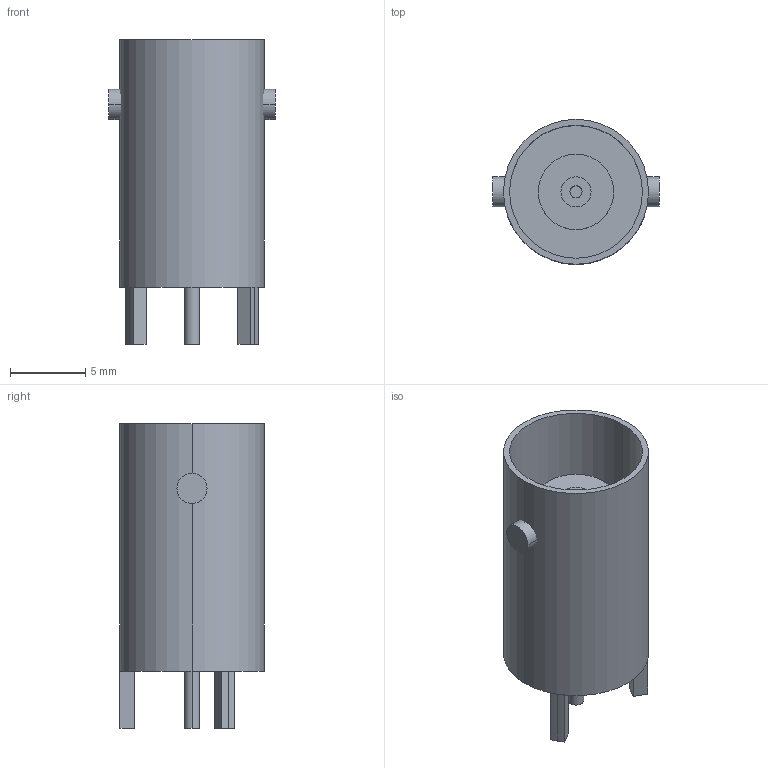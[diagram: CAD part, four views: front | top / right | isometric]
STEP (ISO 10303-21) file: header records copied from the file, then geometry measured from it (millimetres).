
FILE_DESCRIPTION((''),'2;1');
FILE_NAME('AMPHENOL_31-5329.stp','2009-06-03T11:19:32',(''),(''),'Mechanical Desktop 2006','Mechanical Desktop 2006',', , ');
FILE_SCHEMA(('AUTOMOTIVE_DESIGN { 1 2 10303 214 0 1 1 1 }'));
Length unit declared in the file: millimetre
Products named in the file (1): Product
Bounding box: 11 x 9.6 x 20.2 mm (x, y, z)
Volume: 792.7 mm3; surface area: 1141.4 mm2
Topology: 9 solids, 9 shells, 52 faces, 99 edges, 66 vertices
Faces by surface type: plane 26, cylinder 22, bspline 4
Entity records: 1416 total; most frequent: CARTESIAN_POINT 258, DIRECTION 245, ORIENTED_EDGE 198, EDGE_CURVE 99, AXIS2_PLACEMENT_3D 97, VERTEX_POINT 66, EDGE_LOOP 57, FACE_OUTER_BOUND 52
